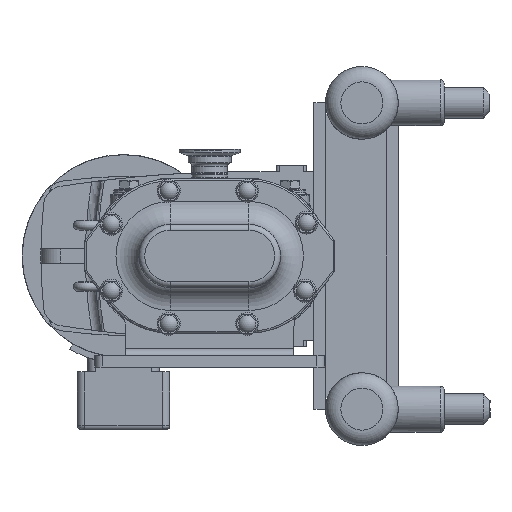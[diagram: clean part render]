
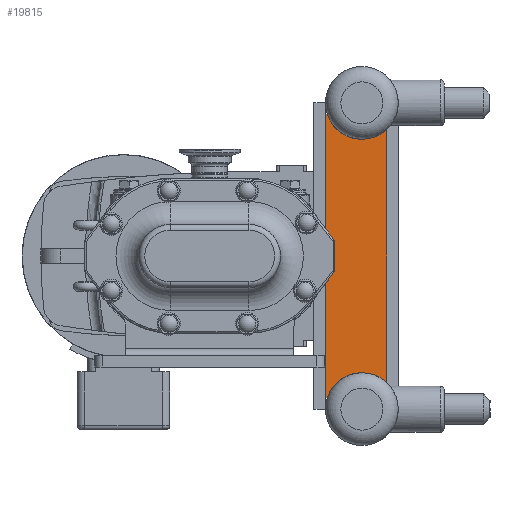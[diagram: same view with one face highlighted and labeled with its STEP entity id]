
A CAD part, left-side view. The second image highlights one B-rep face of the part: STEP entity #19815.
In plain terms, the highlighted planar face has unit normal (-1, 0, 0).
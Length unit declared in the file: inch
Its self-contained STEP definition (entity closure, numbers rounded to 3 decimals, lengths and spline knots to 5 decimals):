
#1763=CIRCLE('',#21750,1.19);
#1764=CIRCLE('',#21753,1.19);
#3253=FACE_OUTER_BOUND('',#4447,.T.);
#4447=EDGE_LOOP('',(#17118,#17119,#17120,#17121,#17122,#17123));
#5865=LINE('',#36334,#7306);
#5868=LINE('',#36342,#7309);
#5870=LINE('',#36346,#7311);
#5871=LINE('',#36348,#7312);
#7306=VECTOR('',#26748,0.3937);
#7309=VECTOR('',#26757,0.3937);
#7311=VECTOR('',#26761,0.3937);
#7312=VECTOR('',#26764,0.3937);
#9122=VERTEX_POINT('',#36326);
#9123=VERTEX_POINT('',#36328);
#9124=VERTEX_POINT('',#36332);
#9125=VERTEX_POINT('',#36336);
#9126=VERTEX_POINT('',#36340);
#9127=VERTEX_POINT('',#36344);
#11869=EDGE_CURVE('',#9123,#9122,#1763,.T.);
#11872=EDGE_CURVE('',#9122,#9124,#5865,.T.);
#11874=EDGE_CURVE('',#9124,#9125,#1764,.T.);
#11876=EDGE_CURVE('',#9125,#9126,#5868,.T.);
#11878=EDGE_CURVE('',#9127,#9123,#5870,.T.);
#11879=EDGE_CURVE('',#9126,#9127,#5871,.T.);
#17118=ORIENTED_EDGE('',*,*,#11879,.T.);
#17119=ORIENTED_EDGE('',*,*,#11878,.T.);
#17120=ORIENTED_EDGE('',*,*,#11869,.T.);
#17121=ORIENTED_EDGE('',*,*,#11872,.T.);
#17122=ORIENTED_EDGE('',*,*,#11874,.T.);
#17123=ORIENTED_EDGE('',*,*,#11876,.T.);
#18818=PLANE('',#21756);
#19815=ADVANCED_FACE('',(#3253),#18818,.T.);
#21750=AXIS2_PLACEMENT_3D('',#36329,#26742,#26743);
#21753=AXIS2_PLACEMENT_3D('',#36338,#26752,#26753);
#21756=AXIS2_PLACEMENT_3D('',#36347,#26762,#26763);
#26742=DIRECTION('center_axis',(1.,0.,0.));
#26743=DIRECTION('ref_axis',(0.,-0.681,0.733));
#26748=DIRECTION('',(0.,0.,1.));
#26752=DIRECTION('center_axis',(1.,0.,0.));
#26753=DIRECTION('ref_axis',(0.,0.95,-0.311));
#26757=DIRECTION('',(0.,1.,0.));
#26761=DIRECTION('',(0.,-1.,0.));
#26762=DIRECTION('center_axis',(-1.,0.,0.));
#26763=DIRECTION('ref_axis',(0.,0.,
1.));
#26764=DIRECTION('',(0.,0.,-1.));
#36326=CARTESIAN_POINT('',(3.772,-5.779,-4.12822));
#36328=CARTESIAN_POINT('',(3.772,-3.8413,-4.62));
#36329=CARTESIAN_POINT('Origin',(3.772,-4.969,-5.));
#36332=CARTESIAN_POINT('',(3.772,-5.779,4.12822));
#36334=CARTESIAN_POINT('',(3.772,-5.779,4.12822));
#36336=CARTESIAN_POINT('',(3.772,-3.83798,4.63));
#36338=CARTESIAN_POINT('Origin',(3.772,-4.969,5.));
#36340=CARTESIAN_POINT('',(3.772,-3.7815,4.63));
#36342=CARTESIAN_POINT('',(3.772,-3.779,4.63));
#36344=CARTESIAN_POINT('',(3.772,-3.7815,-4.62));
#36346=CARTESIAN_POINT('',(3.772,-3.8413,-4.62));
#36347=CARTESIAN_POINT('Origin',(3.772,-4.71672,0.00321));
#36348=CARTESIAN_POINT('',(3.772,-3.7815,0.00161));
